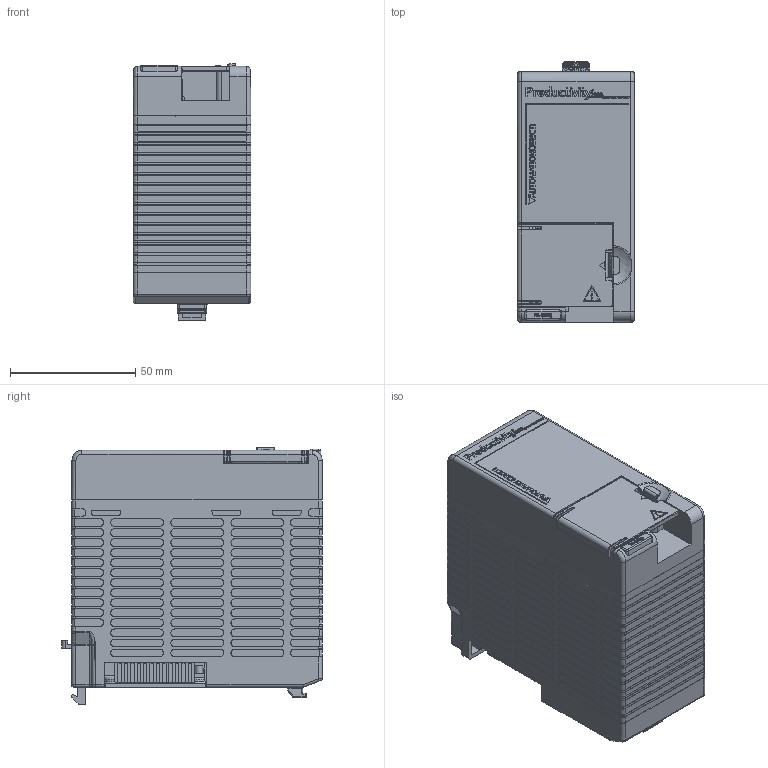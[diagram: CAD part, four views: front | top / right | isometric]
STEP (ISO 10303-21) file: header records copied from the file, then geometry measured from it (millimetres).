
FILE_DESCRIPTION (( 'STEP AP214' ), '1' );
FILE_NAME ('P2-01AC DIN Coord sk1vx BcX fxt sr1.STEP', '2023-04-04T13:38:47', ( '' ), ( '' ), 'SwSTEP 2.0', 'SolidWorks 2021', '' );
FILE_SCHEMA (( 'AUTOMOTIVE_DESIGN' ));
Products named in the file (1): P2-01AC DIN Coord sk1vx BcX fxt sr1
Bounding box: 47 x 104.07 x 102.22 mm (x, y, z)
Volume: 338208.4 mm3; surface area: 77848 mm2
Topology: 5 solids, 7 shells, 3381 faces, 9137 edges, 5904 vertices
Faces by surface type: plane 1676, bspline 864, cylinder 626, torus 155, sphere 35, cone 25
Entity records: 157861 total; most frequent: CARTESIAN_POINT 82607, ORIENTED_EDGE 18262, DIRECTION 11300, EDGE_CURVE 9131, VERTEX_POINT 5903, VECTOR 4494, LINE 4494, B_SPLINE_CURVE_WITH_KNOTS 3716
